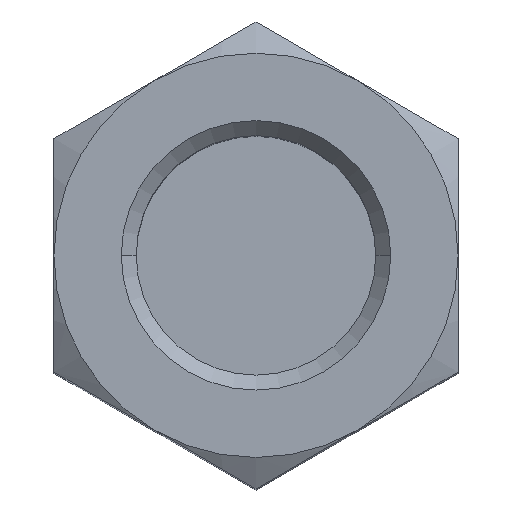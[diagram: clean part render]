
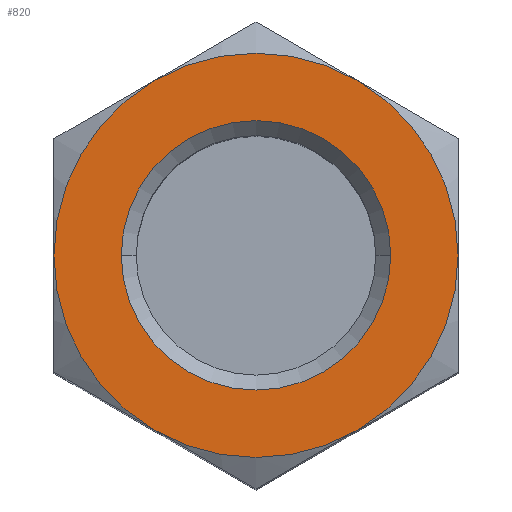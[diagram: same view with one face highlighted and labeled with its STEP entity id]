
A CAD part, top view. The second image highlights one B-rep face of the part: STEP entity #820.
In plain terms, the highlighted planar face has unit normal (0, 0, 1).
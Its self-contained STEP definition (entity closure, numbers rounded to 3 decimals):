
#21 = AXIS2_PLACEMENT_3D ( 'NONE', #960, #247, #966 ) ;
#85 = CIRCLE ( 'NONE', #700, 13.5 ) ;
#90 = DIRECTION ( 'NONE',  ( -1., 0., 0. ) ) ;
#105 = CARTESIAN_POINT ( 'NONE',  ( -6.75, 11.691, 50. ) ) ;
#112 = EDGE_CURVE ( 'NONE', #864, #557, #641, .T. ) ;
#122 = ORIENTED_EDGE ( 'NONE', *, *, #678, .F. ) ;
#180 = DIRECTION ( 'NONE',  ( 0., 0., -1. ) ) ;
#190 = DIRECTION ( 'NONE',  ( 0., 0., -1. ) ) ;
#206 = DIRECTION ( 'NONE',  ( -1., 0., 0. ) ) ;
#216 = ORIENTED_EDGE ( 'NONE', *, *, #948, .F. ) ;
#217 = CARTESIAN_POINT ( 'NONE',  ( -9., 0., 50. ) ) ;
#237 = CIRCLE ( 'NONE', #978, 13.5 ) ;
#247 = DIRECTION ( 'NONE',  ( 0., 0., -1. ) ) ;
#270 = EDGE_CURVE ( 'NONE', #834, #987, #277, .T. ) ;
#277 = CIRCLE ( 'NONE', #455, 9. ) ;
#281 = AXIS2_PLACEMENT_3D ( 'NONE', #483, #180, #558 ) ;
#282 = AXIS2_PLACEMENT_3D ( 'NONE', #811, #640, #504 ) ;
#309 = AXIS2_PLACEMENT_3D ( 'NONE', #716, #886, #90 ) ;
#313 = EDGE_LOOP ( 'NONE', ( #216, #995, #494, #122, #745, #565 ) ) ;
#318 = PLANE ( 'NONE',  #1022 ) ;
#333 = EDGE_CURVE ( 'NONE', #839, #864, #85, .T. ) ;
#368 = DIRECTION ( 'NONE',  ( 0., 0., 1. ) ) ;
#376 = DIRECTION ( 'NONE',  ( 1., 0., 0. ) ) ;
#379 = EDGE_CURVE ( 'NONE', #714, #597, #237, .T. ) ;
#429 = DIRECTION ( 'NONE',  ( -1., 0., 0. ) ) ;
#450 = FACE_BOUND ( 'NONE', #687, .T. ) ;
#455 = AXIS2_PLACEMENT_3D ( 'NONE', #519, #190, #429 ) ;
#482 = ORIENTED_EDGE ( 'NONE', *, *, #270, .T. ) ;
#483 = CARTESIAN_POINT ( 'NONE',  ( 0., 0., 50. ) ) ;
#494 = ORIENTED_EDGE ( 'NONE', *, *, #333, .F. ) ;
#500 = CIRCLE ( 'NONE', #282, 13.5 ) ;
#504 = DIRECTION ( 'NONE',  ( -1., 0., 0. ) ) ;
#519 = CARTESIAN_POINT ( 'NONE',  ( 0., 0., 50. ) ) ;
#528 = CIRCLE ( 'NONE', #673, 13.5 ) ;
#532 = CARTESIAN_POINT ( 'NONE',  ( 0., 0., 50. ) ) ;
#542 = CARTESIAN_POINT ( 'NONE',  ( 6.75, -11.691, 50. ) ) ;
#557 = VERTEX_POINT ( 'NONE', #798 ) ;
#558 = DIRECTION ( 'NONE',  ( -1., 0., 0. ) ) ;
#565 = ORIENTED_EDGE ( 'NONE', *, *, #908, .F. ) ;
#597 = VERTEX_POINT ( 'NONE', #649 ) ;
#640 = DIRECTION ( 'NONE',  ( 0., 0., -1. ) ) ;
#641 = CIRCLE ( 'NONE', #21, 13.5 ) ;
#649 = CARTESIAN_POINT ( 'NONE',  ( 6.75, 11.691, 50. ) ) ;
#665 = ORIENTED_EDGE ( 'NONE', *, *, #889, .T. ) ;
#673 = AXIS2_PLACEMENT_3D ( 'NONE', #849, #1012, #206 ) ;
#678 = EDGE_CURVE ( 'NONE', #714, #839, #528, .T. ) ;
#687 = EDGE_LOOP ( 'NONE', ( #665, #482 ) ) ;
#700 = AXIS2_PLACEMENT_3D ( 'NONE', #996, #828, #988 ) ;
#703 = FACE_OUTER_BOUND ( 'NONE', #313, .T. ) ;
#714 = VERTEX_POINT ( 'NONE', #822 ) ;
#716 = CARTESIAN_POINT ( 'NONE',  ( 0., 0., 50. ) ) ;
#724 = CIRCLE ( 'NONE', #309, 13.5 ) ;
#745 = ORIENTED_EDGE ( 'NONE', *, *, #379, .T. ) ;
#769 = DIRECTION ( 'NONE',  ( -1., 0., 0. ) ) ;
#775 = CIRCLE ( 'NONE', #281, 9. ) ;
#798 = CARTESIAN_POINT ( 'NONE',  ( -13.5, 0., 50. ) ) ;
#811 = CARTESIAN_POINT ( 'NONE',  ( 0., 0., 50. ) ) ;
#820 = ADVANCED_FACE ( 'NONE', ( #450, #703 ), #318, .F. ) ;
#822 = CARTESIAN_POINT ( 'NONE',  ( 13.5, 0., 50. ) ) ;
#828 = DIRECTION ( 'NONE',  ( 0., 0., -1. ) ) ;
#834 = VERTEX_POINT ( 'NONE', #217 ) ;
#839 = VERTEX_POINT ( 'NONE', #542 ) ;
#849 = CARTESIAN_POINT ( 'NONE',  ( 0., 0., 50. ) ) ;
#864 = VERTEX_POINT ( 'NONE', #935 ) ;
#886 = DIRECTION ( 'NONE',  ( 0., 0., -1. ) ) ;
#889 = EDGE_CURVE ( 'NONE', #987, #834, #775, .T. ) ;
#898 = VERTEX_POINT ( 'NONE', #105 ) ;
#908 = EDGE_CURVE ( 'NONE', #898, #597, #724, .T. ) ;
#935 = CARTESIAN_POINT ( 'NONE',  ( -6.75, -11.691, 50. ) ) ;
#948 = EDGE_CURVE ( 'NONE', #557, #898, #500, .T. ) ;
#949 = DIRECTION ( 'NONE',  ( 0., 0., -1. ) ) ;
#959 = CARTESIAN_POINT ( 'NONE',  ( 9., 0., 50. ) ) ;
#960 = CARTESIAN_POINT ( 'NONE',  ( 0., 0., 50. ) ) ;
#966 = DIRECTION ( 'NONE',  ( -1., 0., 0. ) ) ;
#978 = AXIS2_PLACEMENT_3D ( 'NONE', #532, #368, #376 ) ;
#987 = VERTEX_POINT ( 'NONE', #959 ) ;
#988 = DIRECTION ( 'NONE',  ( -1., 0., 0. ) ) ;
#995 = ORIENTED_EDGE ( 'NONE', *, *, #112, .F. ) ;
#996 = CARTESIAN_POINT ( 'NONE',  ( 0., 0., 50. ) ) ;
#1012 = DIRECTION ( 'NONE',  ( 0., 0., -1. ) ) ;
#1022 = AXIS2_PLACEMENT_3D ( 'NONE', #1024, #949, #769 ) ;
#1024 = CARTESIAN_POINT ( 'NONE',  ( 16., 0., 50. ) ) ;
